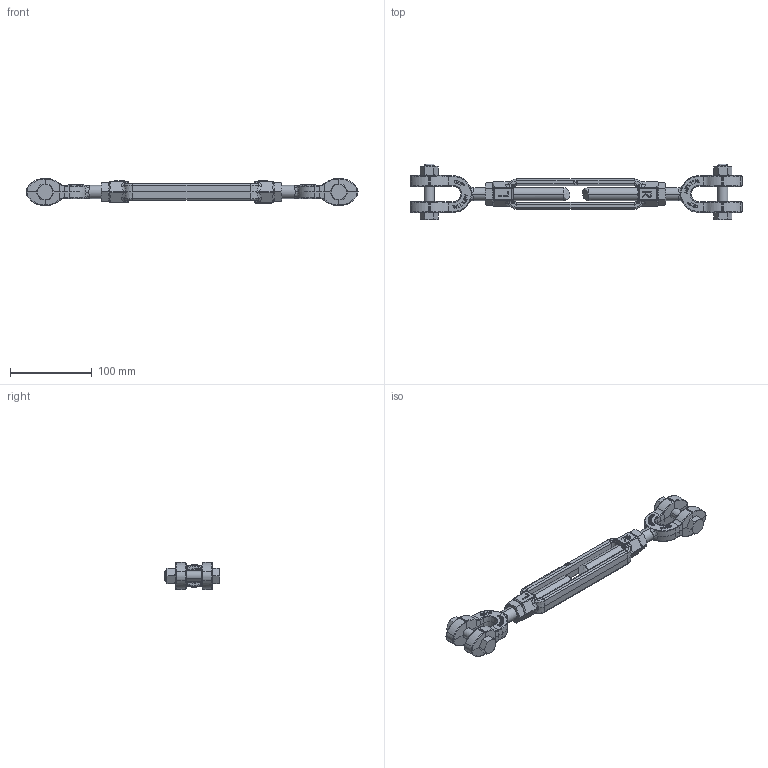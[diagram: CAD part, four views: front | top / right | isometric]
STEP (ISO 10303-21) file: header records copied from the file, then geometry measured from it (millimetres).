
FILE_DESCRIPTION(('STEP AP214'),'1');
FILE_NAME('ssgpgg1606.stp','2017-04-07T04:23:24',('TraceParts'),('TraceParts S.A.'),'Spatial InterOp 3D',' ',' ');
FILE_SCHEMA(('automotive_design'));
Length unit declared in the file: millimetre
Products named in the file (12): ssgpgg1606_1; ssgpgg1606_2; ssgpgg1606_3; ssgpgg1606_4; ssgpgg1606_5; ssgpgg1606_6; ssgpgg1606_7; ssgpgg1606_8; ssgpgg1606_9; ssgpgg1606_10; ssgpgg1606_11; ssgpgg1606_12
Bounding box: 406.14 x 68 x 33.05 mm (x, y, z)
Volume: 218723.2 mm3; surface area: 73945.1 mm2
Topology: 12 solids, 12 shells, 1028 faces, 2527 edges, 1525 vertices
Faces by surface type: bspline 366, plane 342, cylinder 206, cone 114
Entity records: 55083 total; most frequent: CARTESIAN_POINT 25295, ORIENTED_EDGE 5022, DIRECTION 3530, EDGE_CURVE 2511, VERTEX_POINT 1529, AXIS2_PLACEMENT_3D 1196, LINE 1138, VECTOR 1138
